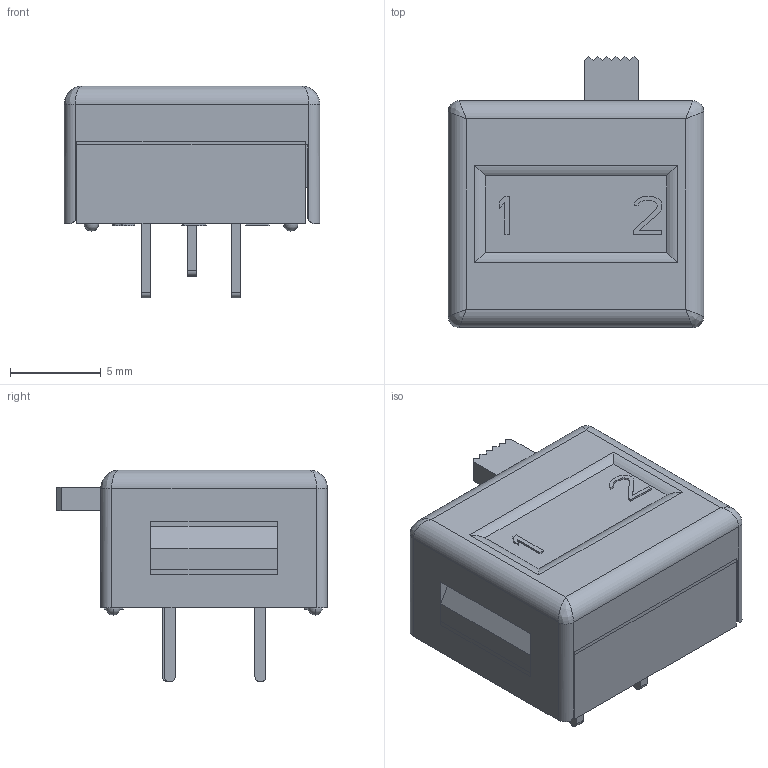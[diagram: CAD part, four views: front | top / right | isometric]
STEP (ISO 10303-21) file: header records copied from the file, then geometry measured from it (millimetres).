
FILE_DESCRIPTION((''),'2;1');
FILE_NAME('25346NA_ASM','2011-02-25T',('snouilhan'),(''),'PRO/ENGINEER BY PARAMETRIC TECHNOLOGY CORPORATION, 2009440','PRO/ENGINEER BY PARAMETRIC TECHNOLOGY CORPORATION, 2009440','');
FILE_SCHEMA(('CONFIG_CONTROL_DESIGN'));
Length unit declared in the file: millimetre
Products named in the file (7): 25320310; 25280191; 25230190; 25331010; 25452010; 25490490; 25346NA_ASM
Assembly tree (10 placements, depth 2):
  25346NA_ASM
    25320310
    25280191  x2
    25230190  x4
    25331010
    25452010
    25490490
Bounding box: 14.1 x 14.95 x 11.69 mm (x, y, z)
Volume: 961.4 mm3; surface area: 2657.4 mm2
Topology: 10 solids, 10 shells, 934 faces, 2568 edges, 1654 vertices
Faces by surface type: plane 774, cylinder 62, bspline 52, sphere 20, cone 16, extrusion 10
Entity records: 28040 total; most frequent: CARTESIAN_POINT 7988, ORIENTED_EDGE 4390, DIRECTION 3656, EDGE_CURVE 2195, VECTOR 1890, LINE 1885, VERTEX_POINT 1428, AXIS2_PLACEMENT_3D 883
